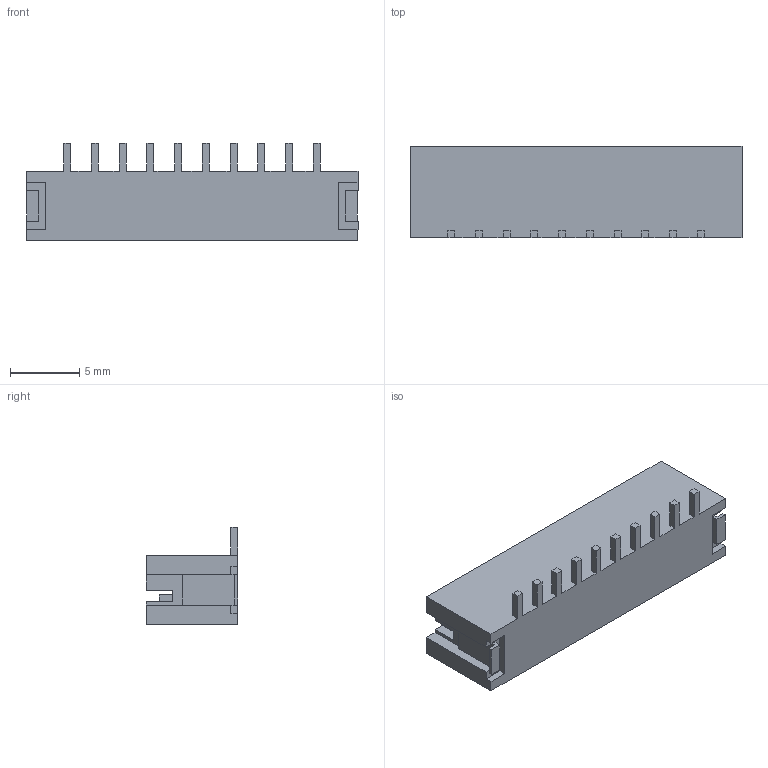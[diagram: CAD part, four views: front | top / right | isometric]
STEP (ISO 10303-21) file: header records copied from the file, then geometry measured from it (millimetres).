
FILE_DESCRIPTION(/* description */ (''),/* implementation_level */ '2;1');
FILE_NAME(/* name */ 'B10B-PH-SM4-TB.step',/* time_stamp */ '2022-01-17T03:07:04-08:00',/* author */ (''),/* organization */ (''),/* preprocessor_version */ 'ST-DEVELOPER v18.1',/* originating_system */ 'Autodesk Translation Framework v10.10.0.1391',/* authorisation */ '');
FILE_SCHEMA (('AUTOMOTIVE_DESIGN { 1 0 10303 214 3 1 1 }'));
Length unit declared in the file: millimetre
Products named in the file (1): (Unsaved)
Bounding box: 23.95 x 6.6 x 7 mm (x, y, z)
Volume: 391.3 mm3; surface area: 853.1 mm2
Topology: 1 solids, 1 shells, 148 faces, 402 edges, 266 vertices
Faces by surface type: plane 148
Entity records: 4647 total; most frequent: CARTESIAN_POINT 817, ORIENTED_EDGE 804, DIRECTION 700, LINE 402, VECTOR 402, EDGE_CURVE 402, VERTEX_POINT 266, EDGE_LOOP 158
